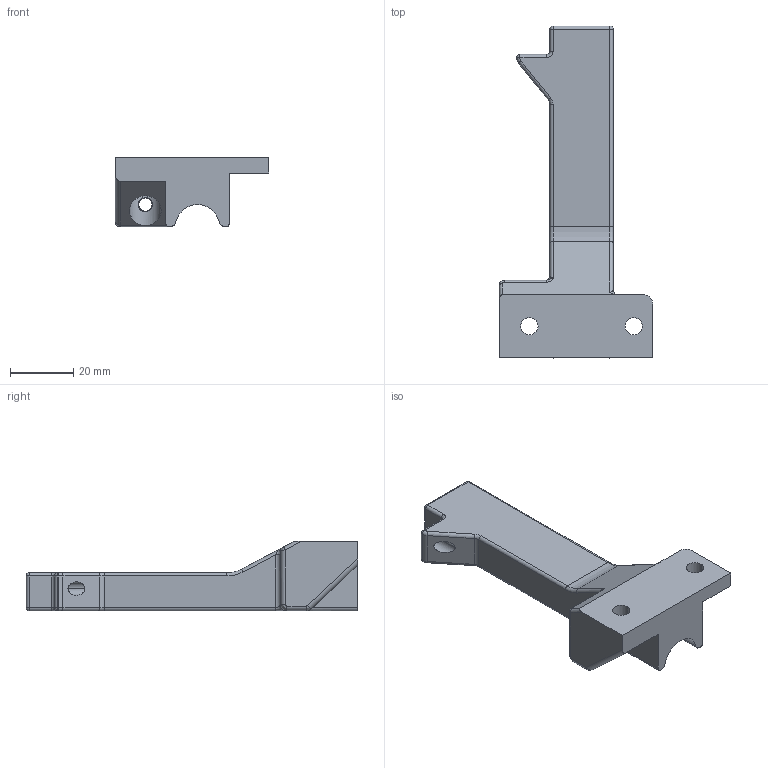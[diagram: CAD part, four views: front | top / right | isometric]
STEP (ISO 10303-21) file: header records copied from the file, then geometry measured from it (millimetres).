
FILE_DESCRIPTION((''),'2;1');
FILE_NAME('CM1','2021-02-10T19:29:27',('XA'),(''),'','');
FILE_SCHEMA(('CONFIG_CONTROL_DESIGN'));
Length unit declared in the file: millimetre
Products named in the file (1): CM1
Bounding box: 48.5 x 105 x 22 mm (x, y, z)
Volume: 29364.2 mm3; surface area: 12408.8 mm2
Topology: 1 solids, 1 shells, 123 faces, 335 edges, 209 vertices
Faces by surface type: cylinder 55, plane 35, bspline 16, torus 9, sphere 6, cone 2
Entity records: 5761 total; most frequent: CARTESIAN_POINT 2637, ORIENTED_EDGE 670, DIRECTION 636, EDGE_CURVE 335, AXIS2_PLACEMENT_3D 244, VERTEX_POINT 209, VECTOR 148, LINE 148
